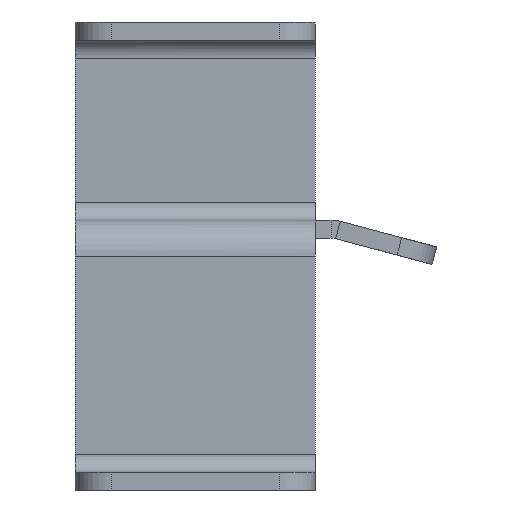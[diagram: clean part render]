
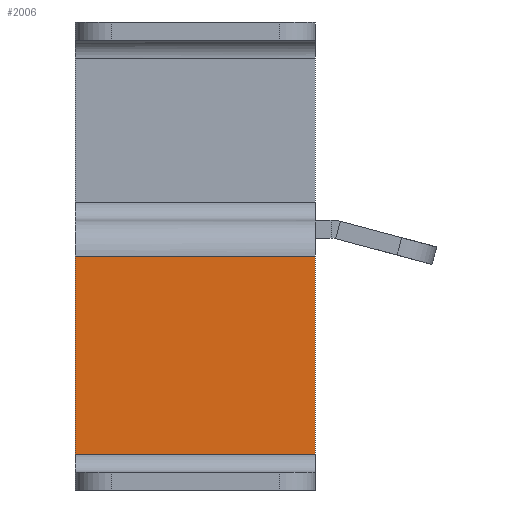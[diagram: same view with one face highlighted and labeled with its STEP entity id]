
A CAD part, left-side view. The second image highlights one B-rep face of the part: STEP entity #2006.
In plain terms, the highlighted planar face has unit normal (-1, 0, 0).
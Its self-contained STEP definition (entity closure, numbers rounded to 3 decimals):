
#688 = VERTEX_POINT('',#689);
#689 = CARTESIAN_POINT('',(-26.5,-10.,19.5));
#1047 = VERTEX_POINT('',#1048);
#1048 = CARTESIAN_POINT('',(-26.5,10.,19.5));
#1469 = EDGE_CURVE('',#688,#1047,#1470,.T.);
#1470 = LINE('',#1471,#1472);
#1471 = CARTESIAN_POINT('',(-26.5,-10.,19.5));
#1472 = VECTOR('',#1473,1.);
#1473 = DIRECTION('',(0.,1.,0.));
#1488 = VERTEX_POINT('',#1489);
#1489 = CARTESIAN_POINT('',(-26.5,-10.,3.));
#1494 = EDGE_CURVE('',#1488,#688,#1495,.T.);
#1495 = LINE('',#1496,#1497);
#1496 = CARTESIAN_POINT('',(-26.5,-10.,-18.5));
#1497 = VECTOR('',#1498,1.);
#1498 = DIRECTION('',(0.,0.,1.));
#1534 = VERTEX_POINT('',#1535);
#1535 = CARTESIAN_POINT('',(-26.5,10.,3.));
#1540 = EDGE_CURVE('',#1534,#1047,#1541,.T.);
#1541 = LINE('',#1542,#1543);
#1542 = CARTESIAN_POINT('',(-26.5,10.,-18.5));
#1543 = VECTOR('',#1544,1.);
#1544 = DIRECTION('',(0.,0.,1.));
#2006 = ADVANCED_FACE('',(#2007),#2018,.T.);
#2007 = FACE_BOUND('',#2008,.T.);
#2008 = EDGE_LOOP('',(#2009,#2010,#2016,#2017));
#2009 = ORIENTED_EDGE('',*,*,#1540,.F.);
#2010 = ORIENTED_EDGE('',*,*,#2011,.T.);
#2011 = EDGE_CURVE('',#1534,#1488,#2012,.T.);
#2012 = LINE('',#2013,#2014);
#2013 = CARTESIAN_POINT('',(-26.5,10.,3.));
#2014 = VECTOR('',#2015,1.);
#2015 = DIRECTION('',(0.,-1.,0.));
#2016 = ORIENTED_EDGE('',*,*,#1494,.T.);
#2017 = ORIENTED_EDGE('',*,*,#1469,.T.);
#2018 = PLANE('',#2019);
#2019 = AXIS2_PLACEMENT_3D('',#2020,#2021,#2022);
#2020 = CARTESIAN_POINT('',(-26.5,-1.911,28.244));
#2021 = DIRECTION('',(-1.,0.,0.));
#2022 = DIRECTION('',(0.,0.,1.));
